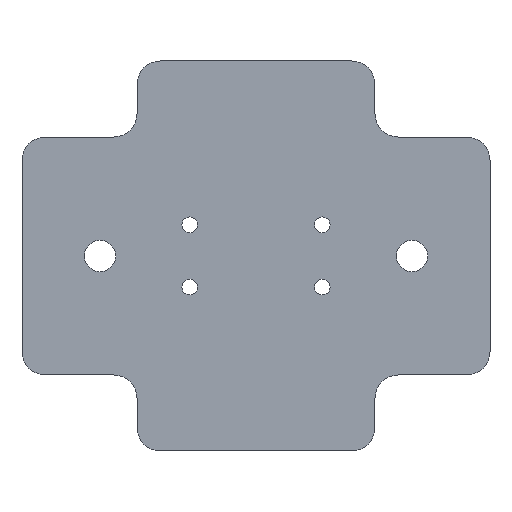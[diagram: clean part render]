
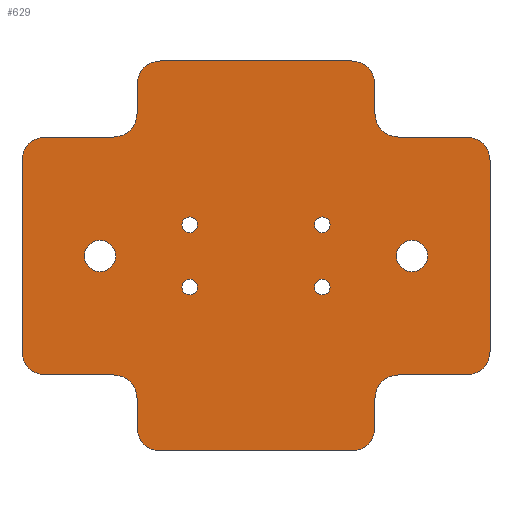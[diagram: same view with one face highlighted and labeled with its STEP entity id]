
A CAD part, front view. The second image highlights one B-rep face of the part: STEP entity #629.
In plain terms, the highlighted planar face has unit normal (0, -1, 0).
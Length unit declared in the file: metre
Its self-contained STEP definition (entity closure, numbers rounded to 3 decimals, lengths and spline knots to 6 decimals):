
#46=LINE('',#1024,#94);
#47=LINE('',#1029,#95);
#48=LINE('',#1033,#96);
#49=LINE('',#1037,#97);
#50=LINE('',#1041,#98);
#51=LINE('',#1045,#99);
#52=LINE('',#1049,#100);
#53=LINE('',#1053,#101);
#54=LINE('',#1057,#102);
#55=LINE('',#1061,#103);
#56=LINE('',#1065,#104);
#57=LINE('',#1069,#105);
#94=VECTOR('',#813,1.);
#95=VECTOR('',#816,1.);
#96=VECTOR('',#819,1.);
#97=VECTOR('',#822,1.);
#98=VECTOR('',#825,1.);
#99=VECTOR('',#828,1.);
#100=VECTOR('',#831,1.);
#101=VECTOR('',#834,1.);
#102=VECTOR('',#837,1.);
#103=VECTOR('',#840,1.);
#104=VECTOR('',#843,1.);
#105=VECTOR('',#846,1.);
#160=ORIENTED_EDGE('',*,*,#336,.T.);
#161=ORIENTED_EDGE('',*,*,#337,.F.);
#162=ORIENTED_EDGE('',*,*,#338,.F.);
#163=ORIENTED_EDGE('',*,*,#339,.T.);
#164=ORIENTED_EDGE('',*,*,#340,.T.);
#165=ORIENTED_EDGE('',*,*,#341,.F.);
#166=ORIENTED_EDGE('',*,*,#342,.T.);
#167=ORIENTED_EDGE('',*,*,#343,.F.);
#168=ORIENTED_EDGE('',*,*,#344,.T.);
#169=ORIENTED_EDGE('',*,*,#345,.T.);
#170=ORIENTED_EDGE('',*,*,#346,.T.);
#171=ORIENTED_EDGE('',*,*,#347,.F.);
#172=ORIENTED_EDGE('',*,*,#348,.T.);
#173=ORIENTED_EDGE('',*,*,#349,.F.);
#174=ORIENTED_EDGE('',*,*,#350,.T.);
#175=ORIENTED_EDGE('',*,*,#351,.T.);
#176=ORIENTED_EDGE('',*,*,#352,.T.);
#177=ORIENTED_EDGE('',*,*,#353,.F.);
#178=ORIENTED_EDGE('',*,*,#354,.T.);
#179=ORIENTED_EDGE('',*,*,#355,.F.);
#180=ORIENTED_EDGE('',*,*,#356,.T.);
#181=ORIENTED_EDGE('',*,*,#357,.T.);
#182=ORIENTED_EDGE('',*,*,#358,.T.);
#183=ORIENTED_EDGE('',*,*,#359,.F.);
#184=ORIENTED_EDGE('',*,*,#360,.T.);
#185=ORIENTED_EDGE('',*,*,#361,.F.);
#186=ORIENTED_EDGE('',*,*,#362,.T.);
#187=ORIENTED_EDGE('',*,*,#363,.T.);
#188=ORIENTED_EDGE('',*,*,#364,.T.);
#189=ORIENTED_EDGE('',*,*,#365,.T.);
#336=EDGE_CURVE('',#424,#424,#476,.T.);
#337=EDGE_CURVE('',#425,#425,#477,.T.);
#338=EDGE_CURVE('',#426,#426,#478,.T.);
#339=EDGE_CURVE('',#427,#428,#46,.T.);
#340=EDGE_CURVE('',#428,#429,#479,.T.);
#341=EDGE_CURVE('',#430,#429,#47,.T.);
#342=EDGE_CURVE('',#430,#431,#480,.T.);
#343=EDGE_CURVE('',#432,#431,#48,.T.);
#344=EDGE_CURVE('',#432,#433,#481,.F.);
#345=EDGE_CURVE('',#433,#434,#49,.T.);
#346=EDGE_CURVE('',#434,#435,#482,.T.);
#347=EDGE_CURVE('',#436,#435,#50,.T.);
#348=EDGE_CURVE('',#436,#437,#483,.T.);
#349=EDGE_CURVE('',#438,#437,#51,.T.);
#350=EDGE_CURVE('',#438,#439,#484,.F.);
#351=EDGE_CURVE('',#439,#440,#52,.T.);
#352=EDGE_CURVE('',#440,#441,#485,.T.);
#353=EDGE_CURVE('',#442,#441,#53,.T.);
#354=EDGE_CURVE('',#442,#443,#486,.T.);
#355=EDGE_CURVE('',#444,#443,#54,.T.);
#356=EDGE_CURVE('',#444,#445,#487,.F.);
#357=EDGE_CURVE('',#445,#446,#55,.T.);
#358=EDGE_CURVE('',#446,#447,#488,.T.);
#359=EDGE_CURVE('',#448,#447,#56,.T.);
#360=EDGE_CURVE('',#448,#449,#489,.T.);
#361=EDGE_CURVE('',#450,#449,#57,.T.);
#362=EDGE_CURVE('',#450,#427,#490,.F.);
#363=EDGE_CURVE('',#451,#451,#491,.F.);
#364=EDGE_CURVE('',#452,#452,#492,.F.);
#365=EDGE_CURVE('',#453,#453,#493,.T.);
#424=VERTEX_POINT('',#1019);
#425=VERTEX_POINT('',#1021);
#426=VERTEX_POINT('',#1023);
#427=VERTEX_POINT('',#1025);
#428=VERTEX_POINT('',#1026);
#429=VERTEX_POINT('',#1028);
#430=VERTEX_POINT('',#1030);
#431=VERTEX_POINT('',#1032);
#432=VERTEX_POINT('',#1034);
#433=VERTEX_POINT('',#1036);
#434=VERTEX_POINT('',#1038);
#435=VERTEX_POINT('',#1040);
#436=VERTEX_POINT('',#1042);
#437=VERTEX_POINT('',#1044);
#438=VERTEX_POINT('',#1046);
#439=VERTEX_POINT('',#1048);
#440=VERTEX_POINT('',#1050);
#441=VERTEX_POINT('',#1052);
#442=VERTEX_POINT('',#1054);
#443=VERTEX_POINT('',#1056);
#444=VERTEX_POINT('',#1058);
#445=VERTEX_POINT('',#1060);
#446=VERTEX_POINT('',#1062);
#447=VERTEX_POINT('',#1064);
#448=VERTEX_POINT('',#1066);
#449=VERTEX_POINT('',#1068);
#450=VERTEX_POINT('',#1070);
#451=VERTEX_POINT('',#1073);
#452=VERTEX_POINT('',#1075);
#453=VERTEX_POINT('',#1077);
#476=CIRCLE('',#697,0.001);
#477=CIRCLE('',#698,0.001);
#478=CIRCLE('',#699,0.001);
#479=CIRCLE('',#700,0.003);
#480=CIRCLE('',#701,0.003);
#481=CIRCLE('',#702,0.003);
#482=CIRCLE('',#703,0.003);
#483=CIRCLE('',#704,0.003);
#484=CIRCLE('',#705,0.003);
#485=CIRCLE('',#706,0.003);
#486=CIRCLE('',#707,0.003);
#487=CIRCLE('',#708,0.003);
#488=CIRCLE('',#709,0.003);
#489=CIRCLE('',#710,0.003);
#490=CIRCLE('',#711,0.003);
#491=CIRCLE('',#712,0.002);
#492=CIRCLE('',#713,0.002);
#493=CIRCLE('',#714,0.001);
#505=EDGE_LOOP('',(#160));
#506=EDGE_LOOP('',(#161));
#507=EDGE_LOOP('',(#162));
#508=EDGE_LOOP('',(#163,#164,#165,#166,#167,#168,#169,#170,#171,#172,#173,
#174,#175,#176,#177,#178,#179,#180,#181,#182,#183,#184,#185,#186));
#509=EDGE_LOOP('',(#187));
#510=EDGE_LOOP('',(#188));
#511=EDGE_LOOP('',(#189));
#563=FACE_BOUND('',#505,.T.);
#564=FACE_BOUND('',#506,.T.);
#565=FACE_BOUND('',#507,.T.);
#566=FACE_BOUND('',#508,.T.);
#567=FACE_BOUND('',#509,.T.);
#568=FACE_BOUND('',#510,.T.);
#569=FACE_BOUND('',#511,.T.);
#615=PLANE('',#696);
#629=ADVANCED_FACE('',(#563,#564,#565,#566,#567,#568,#569),#615,.T.);
#696=AXIS2_PLACEMENT_3D('',#1017,#805,#806);
#697=AXIS2_PLACEMENT_3D('',#1018,#807,#808);
#698=AXIS2_PLACEMENT_3D('',#1020,#809,#810);
#699=AXIS2_PLACEMENT_3D('',#1022,#811,#812);
#700=AXIS2_PLACEMENT_3D('',#1027,#814,#815);
#701=AXIS2_PLACEMENT_3D('',#1031,#817,#818);
#702=AXIS2_PLACEMENT_3D('',#1035,#820,#821);
#703=AXIS2_PLACEMENT_3D('',#1039,#823,#824);
#704=AXIS2_PLACEMENT_3D('',#1043,#826,#827);
#705=AXIS2_PLACEMENT_3D('',#1047,#829,#830);
#706=AXIS2_PLACEMENT_3D('',#1051,#832,#833);
#707=AXIS2_PLACEMENT_3D('',#1055,#835,#836);
#708=AXIS2_PLACEMENT_3D('',#1059,#838,#839);
#709=AXIS2_PLACEMENT_3D('',#1063,#841,#842);
#710=AXIS2_PLACEMENT_3D('',#1067,#844,#845);
#711=AXIS2_PLACEMENT_3D('',#1071,#847,#848);
#712=AXIS2_PLACEMENT_3D('',#1072,#849,#850);
#713=AXIS2_PLACEMENT_3D('',#1074,#851,#852);
#714=AXIS2_PLACEMENT_3D('',#1076,#853,#854);
#805=DIRECTION('',(0.,-1.,0.));
#806=DIRECTION('',(0.,0.,-1.));
#807=DIRECTION('',(0.,1.,0.));
#808=DIRECTION('',(0.,0.,-1.));
#809=DIRECTION('',(0.,-1.,0.));
#810=DIRECTION('',(0.,0.,-1.));
#811=DIRECTION('',(0.,-1.,0.));
#812=DIRECTION('',(0.,0.,-1.));
#813=DIRECTION('',(0.,0.,1.));
#814=DIRECTION('',(0.,-1.,0.));
#815=DIRECTION('',(0.,0.,-1.));
#816=DIRECTION('',(1.,0.,0.));
#817=DIRECTION('',(0.,-1.,0.));
#818=DIRECTION('',(0.,0.,-1.));
#819=DIRECTION('',(0.,0.,1.));
#820=DIRECTION('',(0.,-1.,0.));
#821=DIRECTION('',(0.,0.,-1.));
#822=DIRECTION('',(-1.,0.,0.));
#823=DIRECTION('',(0.,-1.,0.));
#824=DIRECTION('',(0.,0.,-1.));
#825=DIRECTION('',(0.,0.,1.));
#826=DIRECTION('',(0.,-1.,0.));
#827=DIRECTION('',(0.,0.,-1.));
#828=DIRECTION('',(-1.,0.,0.));
#829=DIRECTION('',(0.,-1.,0.));
#830=DIRECTION('',(0.,0.,-1.));
#831=DIRECTION('',(0.,0.,-1.));
#832=DIRECTION('',(0.,-1.,0.));
#833=DIRECTION('',(0.,0.,-1.));
#834=DIRECTION('',(-1.,0.,0.));
#835=DIRECTION('',(0.,-1.,0.));
#836=DIRECTION('',(0.,0.,-1.));
#837=DIRECTION('',(0.,0.,-1.));
#838=DIRECTION('',(0.,-1.,0.));
#839=DIRECTION('',(0.,0.,-1.));
#840=DIRECTION('',(1.,0.,0.));
#841=DIRECTION('',(0.,-1.,0.));
#842=DIRECTION('',(0.,0.,-1.));
#843=DIRECTION('',(0.,0.,-1.));
#844=DIRECTION('',(0.,-1.,0.));
#845=DIRECTION('',(0.,0.,-1.));
#846=DIRECTION('',(1.,0.,0.));
#847=DIRECTION('',(0.,-1.,0.));
#848=DIRECTION('',(0.,0.,-1.));
#849=DIRECTION('',(0.,-1.,0.));
#850=DIRECTION('',(0.,0.,-1.));
#851=DIRECTION('',(0.,-1.,0.));
#852=DIRECTION('',(0.,0.,-1.));
#853=DIRECTION('',(0.,1.,0.));
#854=DIRECTION('',(0.,0.,-1.));
#1017=CARTESIAN_POINT('',(0.,-0.002,0.));
#1018=CARTESIAN_POINT('',(0.0085,-0.002,-0.004));
#1019=CARTESIAN_POINT('',(0.0085,-0.002,-0.005));
#1020=CARTESIAN_POINT('',(-0.0085,-0.002,-0.004));
#1021=CARTESIAN_POINT('',(-0.0085,-0.002,-0.005));
#1022=CARTESIAN_POINT('',(0.0085,-0.002,0.004));
#1023=CARTESIAN_POINT('',(0.0085,-0.002,0.003));
#1024=CARTESIAN_POINT('',(0.01525,-0.002,0.));
#1025=CARTESIAN_POINT('',(0.01525,-0.002,0.01825));
#1026=CARTESIAN_POINT('',(0.01525,-0.002,0.022));
#1027=CARTESIAN_POINT('',(0.01225,-0.002,0.022));
#1028=CARTESIAN_POINT('',(0.01225,-0.002,0.025));
#1029=CARTESIAN_POINT('',(-0.03,-0.002,0.025));
#1030=CARTESIAN_POINT('',(-0.01225,-0.002,0.025));
#1031=CARTESIAN_POINT('',(-0.01225,-0.002,0.022));
#1032=CARTESIAN_POINT('',(-0.01525,-0.002,0.022));
#1033=CARTESIAN_POINT('',(-0.01525,-0.002,0.));
#1034=CARTESIAN_POINT('',(-0.01525,-0.002,0.01825));
#1035=CARTESIAN_POINT('',(-0.01825,-0.002,0.01825));
#1036=CARTESIAN_POINT('',(-0.01825,-0.002,0.01525));
#1037=CARTESIAN_POINT('',(0.,-0.002,0.01525));
#1038=CARTESIAN_POINT('',(-0.027,-0.002,0.01525));
#1039=CARTESIAN_POINT('',(-0.027,-0.002,0.01225));
#1040=CARTESIAN_POINT('',(-0.03,-0.002,0.01225));
#1041=CARTESIAN_POINT('',(-0.03,-0.002,0.025));
#1042=CARTESIAN_POINT('',(-0.03,-0.002,-0.01225));
#1043=CARTESIAN_POINT('',(-0.027,-0.002,-0.01225));
#1044=CARTESIAN_POINT('',(-0.027,-0.002,-0.01525));
#1045=CARTESIAN_POINT('',(0.,-0.002,-0.01525));
#1046=CARTESIAN_POINT('',(-0.01825,-0.002,-0.01525));
#1047=CARTESIAN_POINT('',(-0.01825,-0.002,-0.01825));
#1048=CARTESIAN_POINT('',(-0.01525,-0.002,-0.01825));
#1049=CARTESIAN_POINT('',(-0.01525,-0.002,0.));
#1050=CARTESIAN_POINT('',(-0.01525,-0.002,-0.022));
#1051=CARTESIAN_POINT('',(-0.01225,-0.002,-0.022));
#1052=CARTESIAN_POINT('',(-0.01225,-0.002,-0.025));
#1053=CARTESIAN_POINT('',(-0.03,-0.002,-0.025));
#1054=CARTESIAN_POINT('',(0.01225,-0.002,-0.025));
#1055=CARTESIAN_POINT('',(0.01225,-0.002,-0.022));
#1056=CARTESIAN_POINT('',(0.01525,-0.002,-0.022));
#1057=CARTESIAN_POINT('',(0.01525,-0.002,0.));
#1058=CARTESIAN_POINT('',(0.01525,-0.002,-0.01825));
#1059=CARTESIAN_POINT('',(0.01825,-0.002,-0.01825));
#1060=CARTESIAN_POINT('',(0.01825,-0.002,-0.01525));
#1061=CARTESIAN_POINT('',(0.,-0.002,-0.01525));
#1062=CARTESIAN_POINT('',(0.027,-0.002,-0.01525));
#1063=CARTESIAN_POINT('',(0.027,-0.002,-0.01225));
#1064=CARTESIAN_POINT('',(0.03,-0.002,-0.01225));
#1065=CARTESIAN_POINT('',(0.03,-0.002,0.025));
#1066=CARTESIAN_POINT('',(0.03,-0.002,0.01225));
#1067=CARTESIAN_POINT('',(0.027,-0.002,0.01225));
#1068=CARTESIAN_POINT('',(0.027,-0.002,0.01525));
#1069=CARTESIAN_POINT('',(0.,-0.002,0.01525));
#1070=CARTESIAN_POINT('',(0.01825,-0.002,0.01525));
#1071=CARTESIAN_POINT('',(0.01825,-0.002,0.01825));
#1072=CARTESIAN_POINT('',(-0.02,-0.002,0.));
#1073=CARTESIAN_POINT('',(-0.02,-0.002,-0.002));
#1074=CARTESIAN_POINT('',(0.02,-0.002,0.));
#1075=CARTESIAN_POINT('',(0.02,-0.002,-0.002));
#1076=CARTESIAN_POINT('',(-0.0085,-0.002,0.004));
#1077=CARTESIAN_POINT('',(-0.0085,-0.002,0.003));
